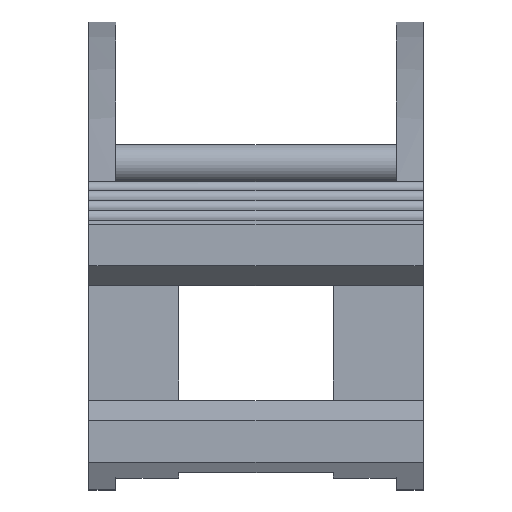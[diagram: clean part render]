
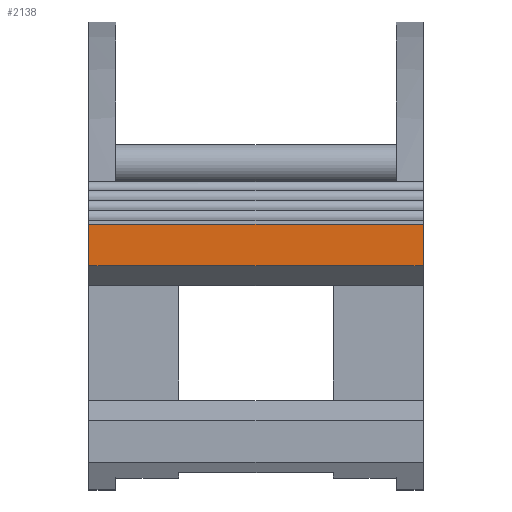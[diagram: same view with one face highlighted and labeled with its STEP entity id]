
A CAD part, top view. The second image highlights one B-rep face of the part: STEP entity #2138.
In plain terms, the highlighted planar face has unit normal (0, 0, 1).
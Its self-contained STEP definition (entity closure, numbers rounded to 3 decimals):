
#2102=AXIS2_PLACEMENT_3D('Plane Axis2P3D',#2099,#2100,#2101) ;
#580=CARTESIAN_POINT('Vertex',(15.55,12.329,49.1)) ;
#583=CARTESIAN_POINT('Line Origine',(15.55,11.367,49.1)) ;
#587=CARTESIAN_POINT('Vertex',(15.55,10.405,49.1)) ;
#2058=CARTESIAN_POINT('Line Origine',(7.775,12.329,49.1)) ;
#2062=CARTESIAN_POINT('Vertex',(0.,12.329,49.1)) ;
#2099=CARTESIAN_POINT('Axis2P3D Location',(15.55,10.405,49.1)) ;
#2104=CARTESIAN_POINT('Line Origine',(0.,11.367,49.1)) ;
#2108=CARTESIAN_POINT('Vertex',(0.,10.405,49.1)) ;
#2111=CARTESIAN_POINT('Line Origine',(0.625,10.405,49.1)) ;
#2115=CARTESIAN_POINT('Vertex',(1.25,10.405,49.1)) ;
#2118=CARTESIAN_POINT('Line Origine',(7.775,10.405,49.1)) ;
#2122=CARTESIAN_POINT('Vertex',(14.3,10.405,49.1)) ;
#2125=CARTESIAN_POINT('Line Origine',(14.925,10.405,49.1)) ;
#584=DIRECTION('Vector Direction',(0.,1.,0.)) ;
#2059=DIRECTION('Vector Direction',(1.,0.,0.)) ;
#2100=DIRECTION('Axis2P3D Direction',(0.,0.,1.)) ;
#2101=DIRECTION('Axis2P3D XDirection',(0.,1.,0.)) ;
#2105=DIRECTION('Vector Direction',(0.,1.,0.)) ;
#2112=DIRECTION('Vector Direction',(-1.,0.,0.)) ;
#2119=DIRECTION('Vector Direction',(1.,0.,0.)) ;
#2126=DIRECTION('Vector Direction',(-1.,0.,0.)) ;
#585=VECTOR('Line Direction',#584,1.) ;
#2060=VECTOR('Line Direction',#2059,1.) ;
#2106=VECTOR('Line Direction',#2105,1.) ;
#2113=VECTOR('Line Direction',#2112,1.) ;
#2120=VECTOR('Line Direction',#2119,1.) ;
#2127=VECTOR('Line Direction',#2126,1.) ;
#2131=ORIENTED_EDGE('',*,*,#2110,.T.) ;
#2132=ORIENTED_EDGE('',*,*,#2117,.T.) ;
#2133=ORIENTED_EDGE('',*,*,#2124,.F.) ;
#2134=ORIENTED_EDGE('',*,*,#2129,.F.) ;
#2135=ORIENTED_EDGE('',*,*,#589,.F.) ;
#2136=ORIENTED_EDGE('',*,*,#2064,.T.) ;
#2138=ADVANCED_FACE('Haltebuegel',(#2137),#2103,.T.) ;
#589=EDGE_CURVE('',#581,#588,#586,.F.) ;
#2064=EDGE_CURVE('',#581,#2063,#2061,.F.) ;
#2110=EDGE_CURVE('',#2063,#2109,#2107,.F.) ;
#2117=EDGE_CURVE('',#2109,#2116,#2114,.F.) ;
#2124=EDGE_CURVE('',#2123,#2116,#2121,.F.) ;
#2129=EDGE_CURVE('',#588,#2123,#2128,.T.) ;
#2130=EDGE_LOOP('',(#2131,#2132,#2133,#2134,#2135,#2136)) ;
#2137=FACE_OUTER_BOUND('',#2130,.T.) ;
#586=LINE('Line',#583,#585) ;
#2061=LINE('Line',#2058,#2060) ;
#2107=LINE('Line',#2104,#2106) ;
#2114=LINE('Line',#2111,#2113) ;
#2121=LINE('Line',#2118,#2120) ;
#2128=LINE('Line',#2125,#2127) ;
#2103=PLANE('',#2102) ;
#581=VERTEX_POINT('',#580) ;
#588=VERTEX_POINT('',#587) ;
#2063=VERTEX_POINT('',#2062) ;
#2109=VERTEX_POINT('',#2108) ;
#2116=VERTEX_POINT('',#2115) ;
#2123=VERTEX_POINT('',#2122) ;
